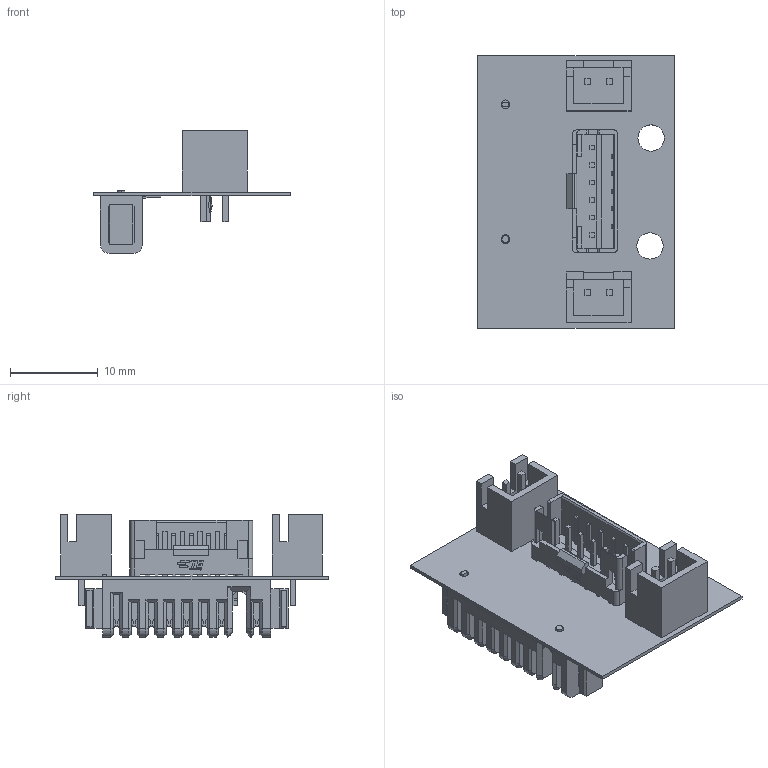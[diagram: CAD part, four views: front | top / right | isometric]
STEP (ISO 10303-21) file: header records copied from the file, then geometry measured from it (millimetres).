
FILE_DESCRIPTION(('Open CASCADE Model'),'2;1');
FILE_NAME('Open CASCADE Shape Model','2020-12-09T11:17:22',('Author'),( 'Open CASCADE'),'Open CASCADE STEP processor 6.8','Open CASCADE 6.8' ,'Unknown');
FILE_SCHEMA(('AUTOMOTIVE_DESIGN { 1 0 10303 214 1 1 1 1 }'));
Length unit declared in the file: millimetre
Products named in the file (1): PCB
Bounding box: 22.48 x 31.11 x 13.97 mm (x, y, z)
Volume: 1315.7 mm3; surface area: 3668.4 mm2
Topology: 35 solids, 35 shells, 911 faces, 2310 edges, 1502 vertices
Faces by surface type: plane 680, cylinder 103, bspline 92, cone 36
Full cylindrical faces by diameter (mm): 0.8 x6, 1 x6, 3 x2
Entity records: 27749 total; most frequent: CARTESIAN_POINT 5626, ORIENTED_EDGE 4620, DIRECTION 4216, EDGE_CURVE 2310, LINE 1884, VECTOR 1884, VERTEX_POINT 1502, AXIS2_PLACEMENT_3D 1166
